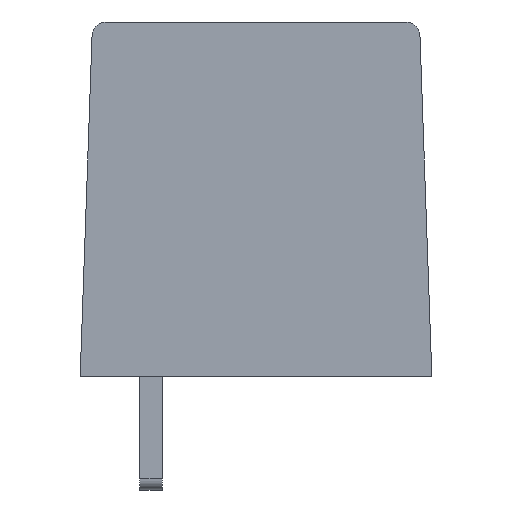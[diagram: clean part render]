
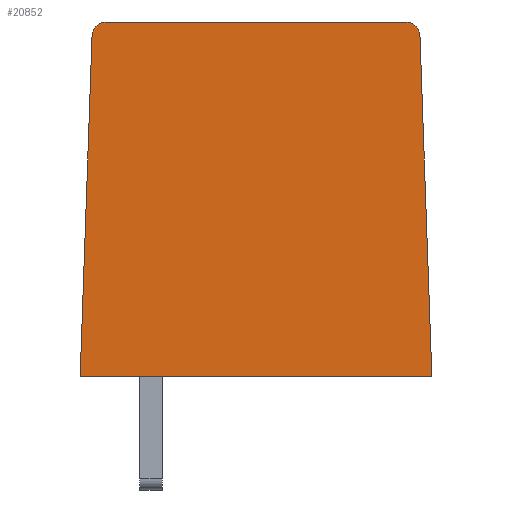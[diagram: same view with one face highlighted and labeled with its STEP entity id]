
A CAD part, left-side view. The second image highlights one B-rep face of the part: STEP entity #20852.
In plain terms, the highlighted planar face has unit normal (-1, 0, 0).
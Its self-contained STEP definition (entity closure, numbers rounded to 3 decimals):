
#130 = CARTESIAN_POINT ( 'NONE',  ( -50.99, -6.2, 12.5 ) ) ;
#1781 = DIRECTION ( 'NONE',  ( 0., 0., -1. ) ) ;
#2741 = CARTESIAN_POINT ( 'NONE',  ( -50.99, -6.2, 0. ) ) ;
#3005 = CARTESIAN_POINT ( 'NONE',  ( -50.99, -6.2, 12.5 ) ) ;
#3238 = CARTESIAN_POINT ( 'NONE',  ( -50.99, 5.78, 12.017 ) ) ;
#3637 = CARTESIAN_POINT ( 'NONE',  ( -50.99, -5.281, 12.5 ) ) ;
#4384 = VERTEX_POINT ( 'NONE', #27010 ) ;
#4669 = LINE ( 'NONE', #16895, #18504 ) ;
#5405 = EDGE_CURVE ( 'NONE', #13884, #25769, #11526, .T. ) ;
#5847 = CIRCLE ( 'NONE', #13293, 0.5 ) ;
#5947 = VECTOR ( 'NONE', #32615, 1000. ) ;
#6082 = DIRECTION ( 'NONE',  ( 1., 0., 0. ) ) ;
#7013 = EDGE_LOOP ( 'NONE', ( #17405, #19441, #31719, #8198, #31408, #21289 ) ) ;
#8095 = VERTEX_POINT ( 'NONE', #17650 ) ;
#8198 = ORIENTED_EDGE ( 'NONE', *, *, #25348, .T. ) ;
#10775 = DIRECTION ( 'NONE',  ( 0., 0., -1. ) ) ;
#11526 = CIRCLE ( 'NONE', #33244, 0.5 ) ;
#11642 = EDGE_CURVE ( 'NONE', #8095, #25769, #14898, .T. ) ;
#12443 = VERTEX_POINT ( 'NONE', #3238 ) ;
#13092 = VERTEX_POINT ( 'NONE', #17262 ) ;
#13293 = AXIS2_PLACEMENT_3D ( 'NONE', #37651, #34891, #1781 ) ;
#13884 = VERTEX_POINT ( 'NONE', #33163 ) ;
#14171 = AXIS2_PLACEMENT_3D ( 'NONE', #3005, #6082, #17531 ) ;
#14898 = LINE ( 'NONE', #130, #29037 ) ;
#16895 = CARTESIAN_POINT ( 'NONE',  ( -50.99, -6.2, 0. ) ) ;
#17262 = CARTESIAN_POINT ( 'NONE',  ( -50.99, -6.2, 0. ) ) ;
#17405 = ORIENTED_EDGE ( 'NONE', *, *, #11642, .F. ) ;
#17531 = DIRECTION ( 'NONE',  ( 0., 0., -1. ) ) ;
#17574 = DIRECTION ( 'NONE',  ( 0., -1., 0. ) ) ;
#17650 = CARTESIAN_POINT ( 'NONE',  ( -50.99, 5.281, 12.5 ) ) ;
#17859 = DIRECTION ( 'NONE',  ( 0., -0.035, -0.999 ) ) ;
#18504 = VECTOR ( 'NONE', #30903, 1000. ) ;
#19441 = ORIENTED_EDGE ( 'NONE', *, *, #37220, .T. ) ;
#19821 = EDGE_CURVE ( 'NONE', #12443, #4384, #26399, .T. ) ;
#20523 = EDGE_CURVE ( 'NONE', #13884, #13092, #32420, .T. ) ;
#20852 = ADVANCED_FACE ( 'NONE', ( #23567 ), #36162, .F. ) ;
#21289 = ORIENTED_EDGE ( 'NONE', *, *, #5405, .T. ) ;
#21664 = CARTESIAN_POINT ( 'NONE',  ( -50.99, -5.281, 12. ) ) ;
#22032 = DIRECTION ( 'NONE',  ( -1., 0., 0. ) ) ;
#23567 = FACE_OUTER_BOUND ( 'NONE', #7013, .T. ) ;
#25348 = EDGE_CURVE ( 'NONE', #4384, #13092, #4669, .T. ) ;
#25769 = VERTEX_POINT ( 'NONE', #3637 ) ;
#26399 = LINE ( 'NONE', #38242, #5947 ) ;
#27010 = CARTESIAN_POINT ( 'NONE',  ( -50.99, 6.2, 0. ) ) ;
#29037 = VECTOR ( 'NONE', #17574, 1000. ) ;
#30228 = VECTOR ( 'NONE', #17859, 1000. ) ;
#30903 = DIRECTION ( 'NONE',  ( 0., -1., 0. ) ) ;
#31408 = ORIENTED_EDGE ( 'NONE', *, *, #20523, .F. ) ;
#31719 = ORIENTED_EDGE ( 'NONE', *, *, #19821, .T. ) ;
#32420 = LINE ( 'NONE', #2741, #30228 ) ;
#32615 = DIRECTION ( 'NONE',  ( 0., 0.035, -0.999 ) ) ;
#33163 = CARTESIAN_POINT ( 'NONE',  ( -50.99, -5.78, 12.017 ) ) ;
#33244 = AXIS2_PLACEMENT_3D ( 'NONE', #21664, #22032, #10775 ) ;
#34891 = DIRECTION ( 'NONE',  ( -1., 0., 0. ) ) ;
#36162 = PLANE ( 'NONE',  #14171 ) ;
#37220 = EDGE_CURVE ( 'NONE', #8095, #12443, #5847, .T. ) ;
#37651 = CARTESIAN_POINT ( 'NONE',  ( -50.99, 5.281, 12. ) ) ;
#38242 = CARTESIAN_POINT ( 'NONE',  ( -50.99, 5.749, 12.917 ) ) ;
